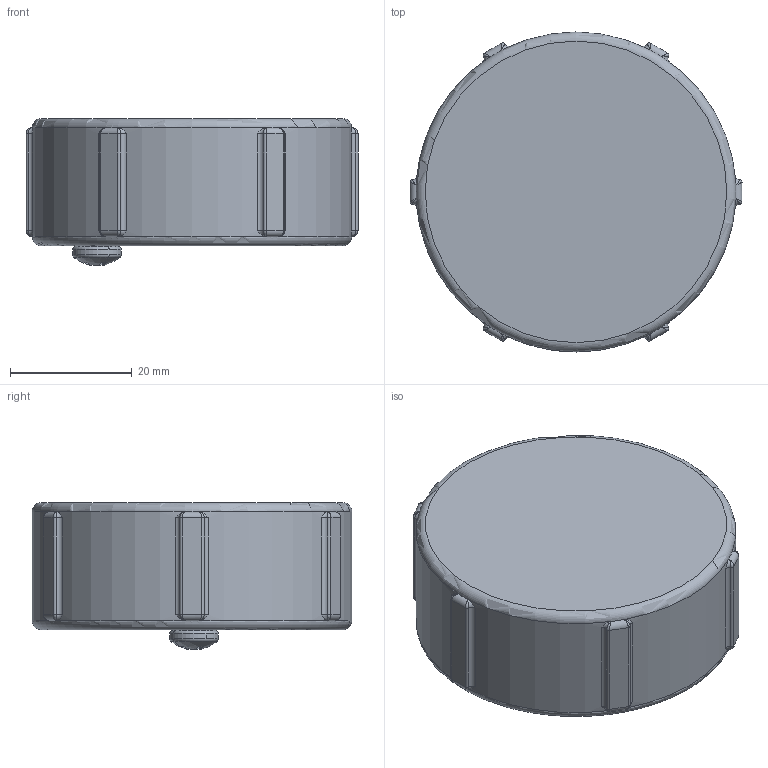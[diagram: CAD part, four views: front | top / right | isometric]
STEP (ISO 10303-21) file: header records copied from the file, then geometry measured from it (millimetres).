
FILE_DESCRIPTION(('KiCad electronic assembly'),'2;1');
FILE_NAME('button_transmitter.step','2024-12-31T13:34:06',('Pcbnew'),( 'Kicad'),'Open CASCADE STEP processor 7.8','KiCad to STEP converter' ,'Unknown');
FILE_SCHEMA(('AUTOMOTIVE_DESIGN { 1 0 10303 214 1 1 1 1 }'));
Length unit declared in the file: millimetre
Products named in the file (34): button_transmitter 1; L_1008_2520Metric; R_0402_1005Metric; JST_PH_S2B-PH-K_1x02_P2.00mm_Horizontal; JST_S2B_PH_K; 402530, LiPo battery 300 mAh; SOT-23; SOT_23; SOT-563; SOT_563; SOIC-8_3.9x4.9mm_P1.27mm; SOIC_8_39x49mm_P127mm; LED_0402_1005Metric; Case V1 top v1; Case V1 bottom v1; Crystal_SMD_Abracon_ABM8G-4Pin_3.2x2.5mm; QFN-16-1EP_3x3mm_P0.5mm_EP1.8x1.8mm; QFN-16-1EP_3x3mm_Pitch0.5mm; 90116A209_316 Stainless Steel Pan Head Phillips Screws; 90592A090_Steel Hex Nut; R_0603_1608Metric; L_0805_2012Metric; _autosave-button_transmitter_PCB
Assembly tree (54 placements, depth 3):
  button_transmitter 1
    L_1008_2520Metric
      L_1008_2520Metric
    R_0402_1005Metric  x20
      R_0402_1005Metric
    JST_PH_S2B-PH-K_1x02_P2.00mm_Horizontal
      JST_S2B_PH_K
    402530, LiPo battery 300 mAh
      402530, LiPo battery 300 mAh
    SOT-23  x2
      SOT_23
    SOT-563
      SOT_563
    SOIC-8_3.9x4.9mm_P1.27mm
      SOIC_8_39x49mm_P127mm
    LED_0402_1005Metric  x2
      LED_0402_1005Metric
    Case V1 top v1
      Case V1 top v1
    Case V1 bottom v1
      Case V1 bottom v1
    Crystal_SMD_Abracon_ABM8G-4Pin_3.2x2.5mm
      Crystal_SMD_Abracon_ABM8G-4Pin_3.2x2.5mm
    QFN-16-1EP_3x3mm_P0.5mm_EP1.8x1.8mm
      QFN-16-1EP_3x3mm_Pitch0.5mm
    90116A209_316 Stainless Steel Pan Head Phillips Screws
      90116A209_316 Stainless Steel Pan Head Phillips Screws
    90592A090_Steel Hex Nut
      90592A090_Steel Hex Nut
    R_0603_1608Metric
      R_0603_1608Metric
    L_0805_2012Metric
      L_0805_2012Metric
    _autosave-button_transmitter_PCB
Bounding box: 54.5 x 52.5 x 24.09 mm (x, y, z)
Volume: 25759 mm3; surface area: 30594.1 mm2
Topology: 42 solids, 42 shells, 1959 faces, 5094 edges, 3176 vertices
Faces by surface type: plane 1087, cylinder 582, bspline 196, torus 38, sphere 30, cone 26
Full cylindrical faces by diameter (mm): 0.25 x1, 0.3 x2, 0.5 x1, 0.6 x1, 0.75 x2, 4.3 x1, 41 x1, 45.126 x4, 45.97 x4, 47.703 x4, 49.446 x4
Entity records: 62464 total; most frequent: CARTESIAN_POINT 26198, ORIENTED_EDGE 6862, DIRECTION 5825, EDGE_CURVE 3431, VERTEX_POINT 2148, LINE 2067, VECTOR 2067, AXIS2_PLACEMENT_3D 1879
